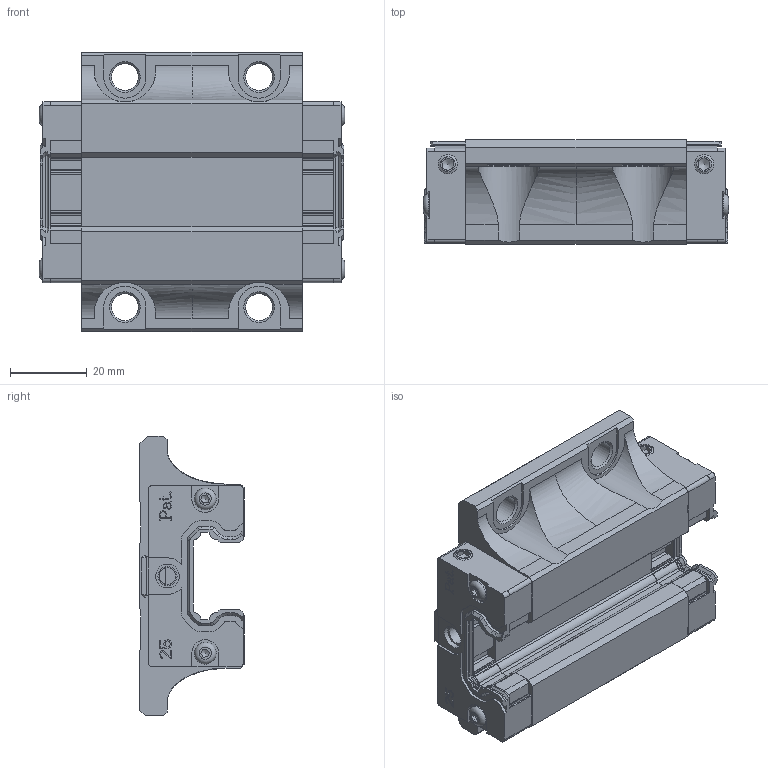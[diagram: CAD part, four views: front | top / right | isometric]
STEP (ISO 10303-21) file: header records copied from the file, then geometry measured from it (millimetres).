
FILE_DESCRIPTION(/* description */ (''),/* implementation_level */ '2;1');
FILE_NAME(/* name */ 'LGB_S25FNSS_Shrinkwrap.ipt.stp',/* time_stamp */ '2018-11-09T10:38:07+01:00',/* author */ ('nesvadba'),/* organization */ ('TraceParts S.A.'),/* preprocessor_version */ 'ST-DEVELOPER v16.1',/* originating_system */ 'Autodesk Inventor 2016',/* authorisation */ '');
FILE_SCHEMA (('AUTOMOTIVE_DESIGN { 1 0 10303 214 3 1 1 }'));
Length unit declared in the file: millimetre
Products named in the file (1): lgb_c_s_25_f_n_1_ss_l_00160_n_z1_-_1_-_0_-_20_0n00_02
Bounding box: 79.6 x 27.2 x 72.95 mm (x, y, z)
Volume: 78595.6 mm3; surface area: 28295.1 mm2
Topology: 1 solids, 19 shells, 1360 faces, 3576 edges, 2308 vertices
Faces by surface type: plane 950, cylinder 298, cone 92, bspline 12, torus 8
Full cylindrical faces by diameter (mm): 1.5 x4, 2.5 x2, 3 x12, 3.3 x8, 3.9 x4, 4.4 x2, 5 x12, 5.7 x4, 6 x8, 6.2 x2, 7 x4, 8 x2
Entity records: 42159 total; most frequent: CARTESIAN_POINT 7717, ORIENTED_EDGE 6864, DIRECTION 6666, EDGE_CURVE 3432, LINE 2648, VECTOR 2648, VERTEX_POINT 2260, AXIS2_PLACEMENT_3D 2009
